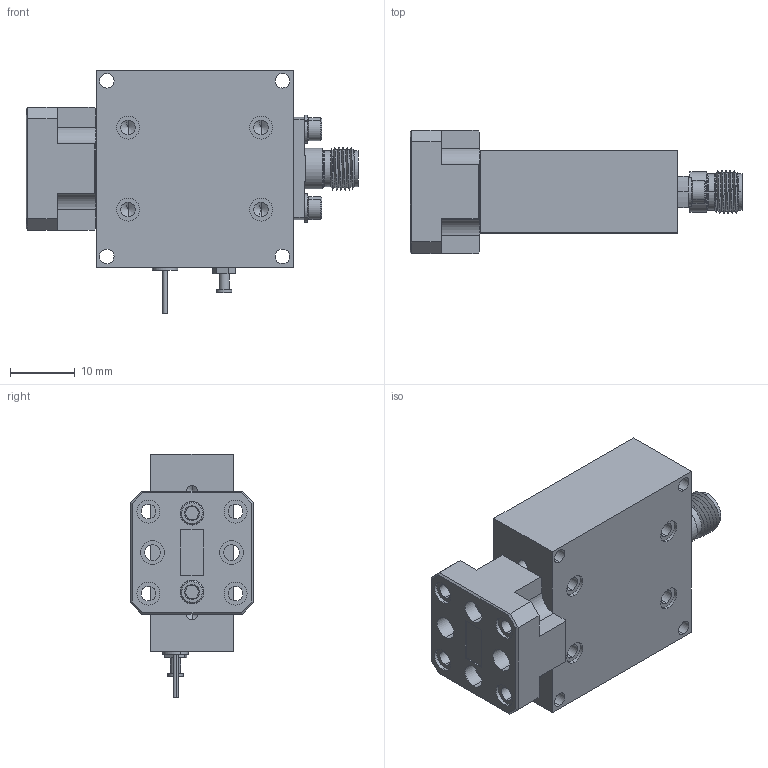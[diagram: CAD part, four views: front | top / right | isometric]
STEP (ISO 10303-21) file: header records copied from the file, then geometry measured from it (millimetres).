
FILE_DESCRIPTION (( 'STEP AP203' ), '1' );
FILE_NAME ('SBP-2734034526-28KF-E1.STEP', '2019-09-19T17:15:19', ( '' ), ( '' ), 'SwSTEP 2.0', 'SolidWorks 2016', '' );
FILE_SCHEMA (( 'CONFIG_CONTROL_DESIGN' ));
Length unit declared in the file: inch
Products named in the file (1): SBP-2734034526-28KF-E1
Bounding box: 51.36 x 19.05 x 37.72 mm (x, y, z)
Volume: 11893.3 mm3; surface area: 9595.2 mm2
Topology: 18 solids, 18 shells, 590 faces, 1431 edges, 888 vertices
Faces by surface type: plane 247, cylinder 213, cone 124, bspline 4, torus 2
Entity records: 18110 total; most frequent: CARTESIAN_POINT 4359, DIRECTION 2896, ORIENTED_EDGE 2782, EDGE_CURVE 1391, AXIS2_PLACEMENT_3D 1106, VERTEX_POINT 888, EDGE_LOOP 687, VECTOR 684
